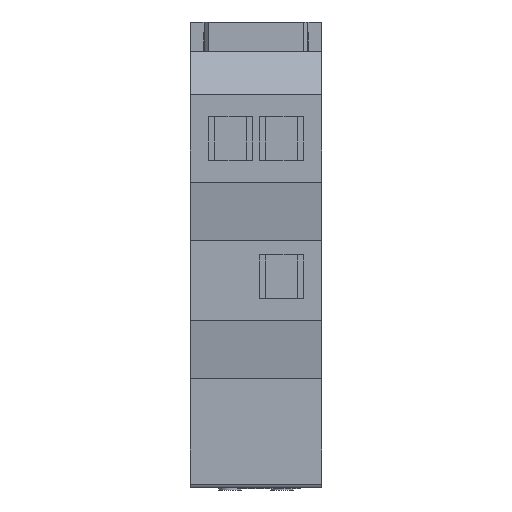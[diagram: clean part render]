
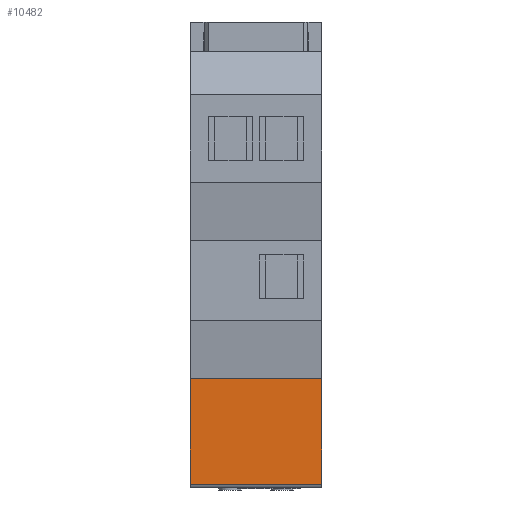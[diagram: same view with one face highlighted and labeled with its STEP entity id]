
A CAD part, front view. The second image highlights one B-rep face of the part: STEP entity #10482.
In plain terms, the highlighted planar face has unit normal (0, -1, 0).
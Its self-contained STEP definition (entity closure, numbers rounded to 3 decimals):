
#50 = DIRECTION ( 'NONE',  ( 0., 0., 1. ) ) ;
#687 = CARTESIAN_POINT ( 'NONE',  ( -9., -22.5, -45. ) ) ;
#924 = AXIS2_PLACEMENT_3D ( 'NONE', #4251, #8504, #50 ) ;
#1854 = EDGE_CURVE ( 'NONE', #5147, #7083, #15915, .T. ) ;
#2501 = DIRECTION ( 'NONE',  ( -1., 0., 0. ) ) ;
#2669 = CARTESIAN_POINT ( 'NONE',  ( 9., -22.5, -45. ) ) ;
#3157 = CARTESIAN_POINT ( 'NONE',  ( -9., -22.5, -45. ) ) ;
#4130 = CARTESIAN_POINT ( 'NONE',  ( 9., -22.5, -59.5 ) ) ;
#4251 = CARTESIAN_POINT ( 'NONE',  ( 9., -22.5, -45. ) ) ;
#4973 = EDGE_CURVE ( 'NONE', #7083, #12503, #7571, .T. ) ;
#5147 = VERTEX_POINT ( 'NONE', #11798 ) ;
#5598 = VECTOR ( 'NONE', #14012, 1000. ) ;
#5648 = CARTESIAN_POINT ( 'NONE',  ( -9., -22.5, -59.5 ) ) ;
#5834 = LINE ( 'NONE', #2669, #5598 ) ;
#6843 = EDGE_LOOP ( 'NONE', ( #7554, #12802, #16813, #13303 ) ) ;
#7074 = PLANE ( 'NONE',  #924 ) ;
#7083 = VERTEX_POINT ( 'NONE', #687 ) ;
#7509 = VECTOR ( 'NONE', #8828, 1000. ) ;
#7554 = ORIENTED_EDGE ( 'NONE', *, *, #4973, .T. ) ;
#7571 = LINE ( 'NONE', #3157, #7509 ) ;
#7723 = LINE ( 'NONE', #4130, #7795 ) ;
#7795 = VECTOR ( 'NONE', #14052, 1000. ) ;
#8132 = CARTESIAN_POINT ( 'NONE',  ( 9., -22.5, -45. ) ) ;
#8504 = DIRECTION ( 'NONE',  ( 0., 1., 0. ) ) ;
#8828 = DIRECTION ( 'NONE',  ( 0., 0., -1. ) ) ;
#10477 = FACE_OUTER_BOUND ( 'NONE', #6843, .T. ) ;
#10482 = ADVANCED_FACE ( 'NONE', ( #10477 ), #7074, .F. ) ;
#11509 = EDGE_CURVE ( 'NONE', #12503, #17064, #7723, .T. ) ;
#11798 = CARTESIAN_POINT ( 'NONE',  ( 9., -22.5, -45. ) ) ;
#12503 = VERTEX_POINT ( 'NONE', #5648 ) ;
#12802 = ORIENTED_EDGE ( 'NONE', *, *, #11509, .T. ) ;
#13303 = ORIENTED_EDGE ( 'NONE', *, *, #1854, .T. ) ;
#14012 = DIRECTION ( 'NONE',  ( 0., 0., -1. ) ) ;
#14052 = DIRECTION ( 'NONE',  ( 1., 0., 0. ) ) ;
#14301 = CARTESIAN_POINT ( 'NONE',  ( 9., -22.5, -59.5 ) ) ;
#15810 = VECTOR ( 'NONE', #2501, 1000. ) ;
#15915 = LINE ( 'NONE', #8132, #15810 ) ;
#16813 = ORIENTED_EDGE ( 'NONE', *, *, #18035, .F. ) ;
#17064 = VERTEX_POINT ( 'NONE', #14301 ) ;
#18035 = EDGE_CURVE ( 'NONE', #5147, #17064, #5834, .T. ) ;
